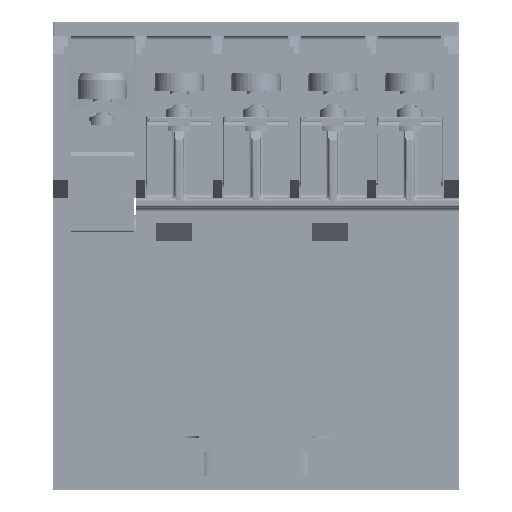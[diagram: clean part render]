
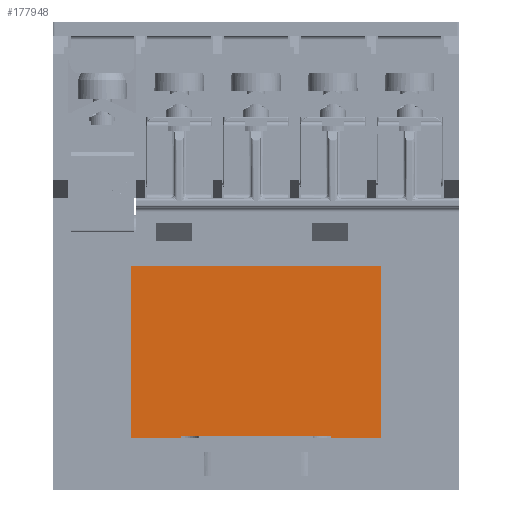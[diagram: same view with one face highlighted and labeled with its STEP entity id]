
A CAD part, front view. The second image highlights one B-rep face of the part: STEP entity #177948.
In plain terms, the highlighted planar face has unit normal (0, -1, 0).
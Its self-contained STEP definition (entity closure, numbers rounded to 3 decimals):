
#162492=CARTESIAN_POINT('',(-13.875,-22.175,6.75));
#162493=VERTEX_POINT('',#162492);
#162500=CARTESIAN_POINT('',(13.875,-22.175,6.75));
#162501=VERTEX_POINT('',#162500);
#162502=CARTESIAN_POINT('',(-13.875,-22.175,6.75));
#162503=DIRECTION('',(1.0,0.0,0.0));
#162504=VECTOR('',#162503,27.75);
#162505=LINE('',#162502,#162504);
#162506=EDGE_CURVE('',#162493,#162501,#162505,.T.);
#164773=CARTESIAN_POINT('',(13.875,-22.175,-12.25));
#164774=VERTEX_POINT('',#164773);
#164783=CARTESIAN_POINT('',(13.875,-22.175,-12.25));
#164784=DIRECTION('',(0.0,0.0,1.0));
#164785=VECTOR('',#164784,19.0);
#164786=LINE('',#164783,#164785);
#164787=EDGE_CURVE('',#164774,#162501,#164786,.T.);
#164799=CARTESIAN_POINT('',(-13.875,-22.175,-12.25));
#164800=VERTEX_POINT('',#164799);
#164807=CARTESIAN_POINT('',(-13.875,-22.175,6.75));
#164808=DIRECTION('',(0.0,0.0,-1.0));
#164809=VECTOR('',#164808,19.);
#164810=LINE('',#164807,#164809);
#164811=EDGE_CURVE('',#162493,#164800,#164810,.T.);
#168885=CARTESIAN_POINT('',(-8.25,-22.175,-12.25));
#168886=VERTEX_POINT('',#168885);
#168894=CARTESIAN_POINT('',(-13.875,-22.175,-12.25));
#168895=DIRECTION('',(1.0,0.0,0.0));
#168896=VECTOR('',#168895,5.625);
#168897=LINE('',#168894,#168896);
#168898=EDGE_CURVE('',#164800,#168886,#168897,.T.);
#168954=CARTESIAN_POINT('',(8.25,-22.175,-12.));
#168955=VERTEX_POINT('',#168954);
#168963=CARTESIAN_POINT('',(-8.25,-22.175,-12.));
#168964=VERTEX_POINT('',#168963);
#168965=CARTESIAN_POINT('',(-8.25,-22.175,-12.));
#168966=DIRECTION('',(1.0,0.0,0.0));
#168967=VECTOR('',#168966,16.5);
#168968=LINE('',#168965,#168967);
#168969=EDGE_CURVE('',#168964,#168955,#168968,.T.);
#177874=CARTESIAN_POINT('',(8.25,-22.175,-12.25));
#177875=VERTEX_POINT('',#177874);
#177890=CARTESIAN_POINT('',(8.25,-22.175,-12.25));
#177891=DIRECTION('',(1.0,0.0,0.0));
#177892=VECTOR('',#177891,5.625);
#177893=LINE('',#177890,#177892);
#177894=EDGE_CURVE('',#177875,#164774,#177893,.T.);
#177917=CARTESIAN_POINT('',(8.25,-22.175,-12.25));
#177918=DIRECTION('',(0.0,0.0,1.0));
#177919=VECTOR('',#177918,0.25);
#177920=LINE('',#177917,#177919);
#177921=EDGE_CURVE('',#177875,#168955,#177920,.T.);
#177928=CARTESIAN_POINT('',(0.,-22.175,-3.75));
#177929=DIRECTION('',(0.0,1.0,0.0));
#177930=DIRECTION('',(0.0,0.0,1.0));
#177931=AXIS2_PLACEMENT_3D('',#177928,#177929,#177930);
#177932=PLANE('',#177931);
#177933=CARTESIAN_POINT('',(-8.25,-22.175,-12.));
#177934=DIRECTION('',(0.0,0.0,-1.0));
#177935=VECTOR('',#177934,0.25);
#177936=LINE('',#177933,#177935);
#177937=EDGE_CURVE('',#168964,#168886,#177936,.T.);
#177938=ORIENTED_EDGE('',*,*,#177937,.F.);
#177939=ORIENTED_EDGE('',*,*,#168969,.T.);
#177940=ORIENTED_EDGE('',*,*,#177921,.F.);
#177941=ORIENTED_EDGE('',*,*,#177894,.T.);
#177942=ORIENTED_EDGE('',*,*,#164787,.T.);
#177943=ORIENTED_EDGE('',*,*,#162506,.F.);
#177944=ORIENTED_EDGE('',*,*,#164811,.T.);
#177945=ORIENTED_EDGE('',*,*,#168898,.T.);
#177946=EDGE_LOOP('',(#177938,#177939,#177940,#177941,#177942,#177943,#177944,#177945));
#177947=FACE_OUTER_BOUND('',#177946,.T.);
#177948=ADVANCED_FACE('',(#177947),#177932,.F.);
